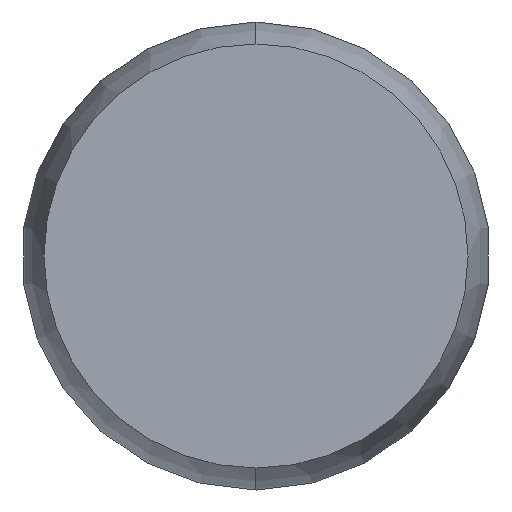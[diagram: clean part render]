
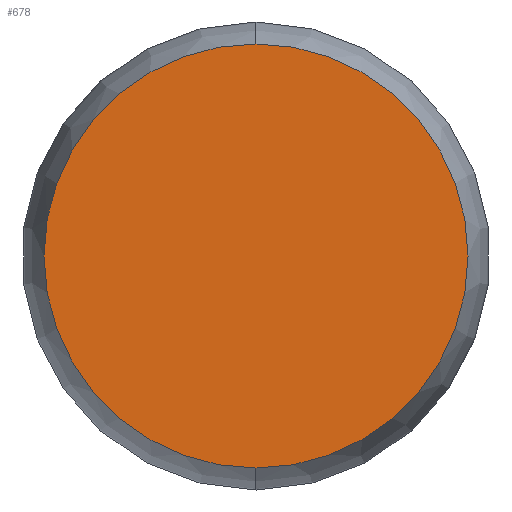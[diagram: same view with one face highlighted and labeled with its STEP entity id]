
A CAD part, left-side view. The second image highlights one B-rep face of the part: STEP entity #678.
In plain terms, the highlighted planar face has unit normal (-1, 0, 0).
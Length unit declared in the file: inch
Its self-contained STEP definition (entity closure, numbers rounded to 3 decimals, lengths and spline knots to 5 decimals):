
#143 = CIRCLE ( 'NONE', #1285, 0.01775 ) ;
#328 = CARTESIAN_POINT ( 'NONE',  ( 0., 0., 0.01775 ) ) ;
#336 = DIRECTION ( 'NONE',  ( 0., 0., -1. ) ) ;
#391 = ORIENTED_EDGE ( 'NONE', *, *, #1839, .T. ) ;
#443 = ORIENTED_EDGE ( 'NONE', *, *, #839, .T. ) ;
#475 = CARTESIAN_POINT ( 'NONE',  ( 0., 0.01775, 0. ) ) ;
#504 = CARTESIAN_POINT ( 'NONE',  ( 0., 0., 0. ) ) ;
#613 = VERTEX_POINT ( 'NONE', #1621 ) ;
#671 = CIRCLE ( 'NONE', #818, 0.01775 ) ;
#678 = ADVANCED_FACE ( 'NONE', ( #1483 ), #1206, .F. ) ;
#818 = AXIS2_PLACEMENT_3D ( 'NONE', #504, #1200, #915 ) ;
#839 = EDGE_CURVE ( 'NONE', #613, #1135, #143, .T. ) ;
#861 = CARTESIAN_POINT ( 'NONE',  ( 0., 0., 0. ) ) ;
#915 = DIRECTION ( 'NONE',  ( 0., 0., 1. ) ) ;
#998 = DIRECTION ( 'NONE',  ( 0., 0., 1. ) ) ;
#1135 = VERTEX_POINT ( 'NONE', #328 ) ;
#1183 = AXIS2_PLACEMENT_3D ( 'NONE', #475, #1324, #336 ) ;
#1200 = DIRECTION ( 'NONE',  ( -1., 0., 0. ) ) ;
#1206 = PLANE ( 'NONE',  #1183 ) ;
#1285 = AXIS2_PLACEMENT_3D ( 'NONE', #861, #1874, #998 ) ;
#1324 = DIRECTION ( 'NONE',  ( 1., 0., 0. ) ) ;
#1387 = EDGE_LOOP ( 'NONE', ( #391, #443 ) ) ;
#1483 = FACE_OUTER_BOUND ( 'NONE', #1387, .T. ) ;
#1621 = CARTESIAN_POINT ( 'NONE',  ( 0., 0., -0.01775 ) ) ;
#1839 = EDGE_CURVE ( 'NONE', #1135, #613, #671, .T. ) ;
#1874 = DIRECTION ( 'NONE',  ( -1., 0., 0. ) ) ;
